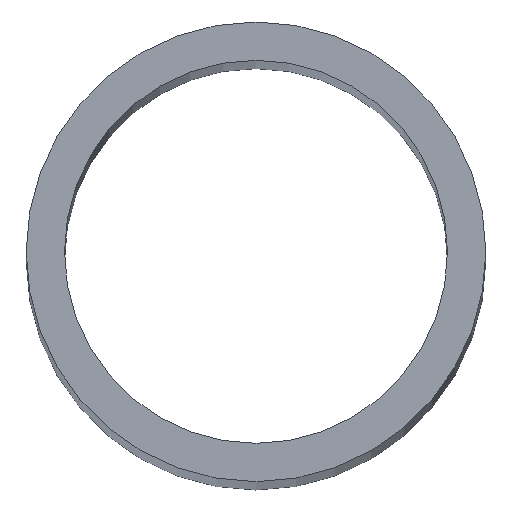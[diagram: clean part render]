
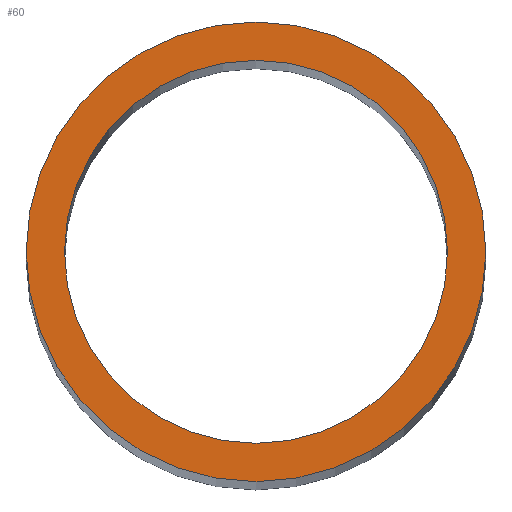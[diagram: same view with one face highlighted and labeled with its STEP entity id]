
A CAD part, top view. The second image highlights one B-rep face of the part: STEP entity #60.
In plain terms, the highlighted planar face has unit normal (0, 0, 1).
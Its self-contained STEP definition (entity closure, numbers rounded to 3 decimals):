
#1 = CARTESIAN_POINT ( 'NONE',  ( 24., 0., 0. ) ) ;
#2 = CIRCLE ( 'NONE', #65, 24. ) ;
#3 = EDGE_LOOP ( 'NONE', ( #35 ) ) ;
#9 = CIRCLE ( 'NONE', #118, 20. ) ;
#14 = PLANE ( 'NONE',  #69 ) ;
#22 = ORIENTED_EDGE ( 'NONE', *, *, #62, .F. ) ;
#28 = FACE_OUTER_BOUND ( 'NONE', #3, .T. ) ;
#35 = ORIENTED_EDGE ( 'NONE', *, *, #81, .T. ) ;
#46 = CARTESIAN_POINT ( 'NONE',  ( 0., 0., 0. ) ) ;
#48 = CARTESIAN_POINT ( 'NONE',  ( 0., 0., 0. ) ) ;
#58 = EDGE_LOOP ( 'NONE', ( #22 ) ) ;
#60 = ADVANCED_FACE ( 'NONE', ( #111, #28 ), #14, .T. ) ;
#61 = DIRECTION ( 'NONE',  ( 0., 0., 1. ) ) ;
#62 = EDGE_CURVE ( 'NONE', #72, #72, #9, .T. ) ;
#64 = CARTESIAN_POINT ( 'NONE',  ( 20., 0., 0. ) ) ;
#65 = AXIS2_PLACEMENT_3D ( 'NONE', #101, #103, #75 ) ;
#69 = AXIS2_PLACEMENT_3D ( 'NONE', #46, #61, #128 ) ;
#72 = VERTEX_POINT ( 'NONE', #64 ) ;
#74 = VERTEX_POINT ( 'NONE', #1 ) ;
#75 = DIRECTION ( 'NONE',  ( 1., 0., 0. ) ) ;
#81 = EDGE_CURVE ( 'NONE', #74, #74, #2, .T. ) ;
#85 = DIRECTION ( 'NONE',  ( 0., 0., 1. ) ) ;
#101 = CARTESIAN_POINT ( 'NONE',  ( 0., 0., 0. ) ) ;
#103 = DIRECTION ( 'NONE',  ( 0., 0., 1. ) ) ;
#111 = FACE_BOUND ( 'NONE', #58, .T. ) ;
#112 = DIRECTION ( 'NONE',  ( 1., 0., 0. ) ) ;
#118 = AXIS2_PLACEMENT_3D ( 'NONE', #48, #85, #112 ) ;
#128 = DIRECTION ( 'NONE',  ( 1., 0., 0. ) ) ;
